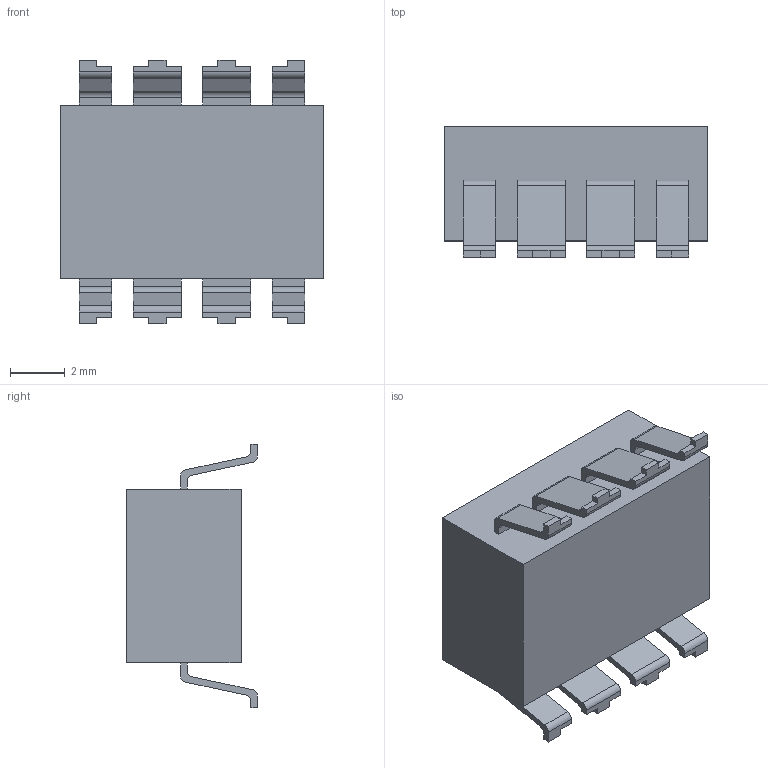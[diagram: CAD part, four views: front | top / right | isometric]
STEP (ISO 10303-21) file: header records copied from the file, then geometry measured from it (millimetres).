
FILE_DESCRIPTION (( 'STEP AP214' ), '1' );
FILE_NAME ('User Library-HCPL-3120-300.STEP', '2012-04-06T09:36:04', ( 'sysAdmin' ), ( 'SolidWorks' ), 'SwSTEP 2.0', 'SolidWorks 2012', '' );
FILE_SCHEMA (( 'AUTOMOTIVE_DESIGN' ));
Length unit declared in the file: millimetre
Products named in the file (1): User Library-HCPL-3120-300
Bounding box: 9.66 x 4.79 x 9.66 mm (x, y, z)
Volume: 267.5 mm3; surface area: 354 mm2
Topology: 1 solids, 1 shells, 137 faces, 366 edges, 240 vertices
Faces by surface type: plane 103, cylinder 34
Entity records: 5773 total; most frequent: CARTESIAN_POINT 744, ORIENTED_EDGE 732, DIRECTION 710, EDGE_CURVE 366, LINE 298, VECTOR 298, VERTEX_POINT 240, AXIS2_PLACEMENT_3D 206
